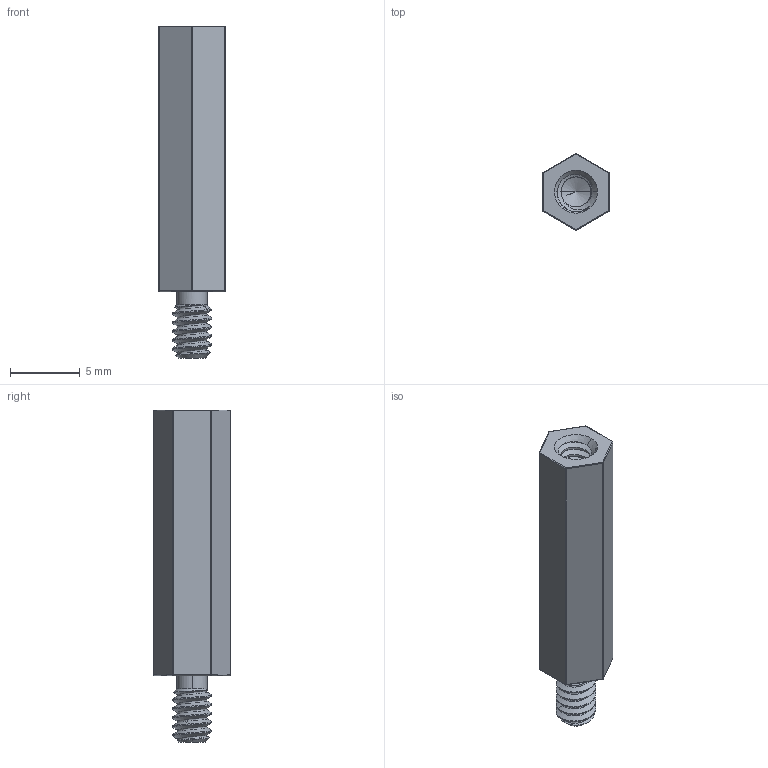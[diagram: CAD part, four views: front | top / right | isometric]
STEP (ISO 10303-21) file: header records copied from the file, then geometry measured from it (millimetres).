
FILE_DESCRIPTION(('FreeCAD Model'),'2;1');
FILE_NAME('MALE_FEMALE_STANDOFF.step', '2021-02-23T12:47:10',('kicad StepUp'),('ksu MCAD'), 'Open CASCADE STEP processor 7.3','FreeCAD','Unknown');
FILE_SCHEMA(('AUTOMOTIVE_DESIGN { 1 0 10303 214 1 1 1 1 }'));
Length unit declared in the file: millimetre
Products named in the file (1): MALE_FEMALE_STANDOFF
Bounding box: 4.76 x 5.48 x 23.81 mm (x, y, z)
Volume: 360.9 mm3; surface area: 490.4 mm2
Topology: 1 solids, 1 shells, 95 faces, 223 edges, 131 vertices
Faces by surface type: cylinder 49, bspline 17, sphere 12, plane 10, cone 7
Entity records: 7004 total; most frequent: CARTESIAN_POINT 5026, ORIENTED_EDGE 442, DIRECTION 342, EDGE_CURVE 221, AXIS2_PLACEMENT_3D 132, VERTEX_POINT 131, FACE_BOUND 98, EDGE_LOOP 98
